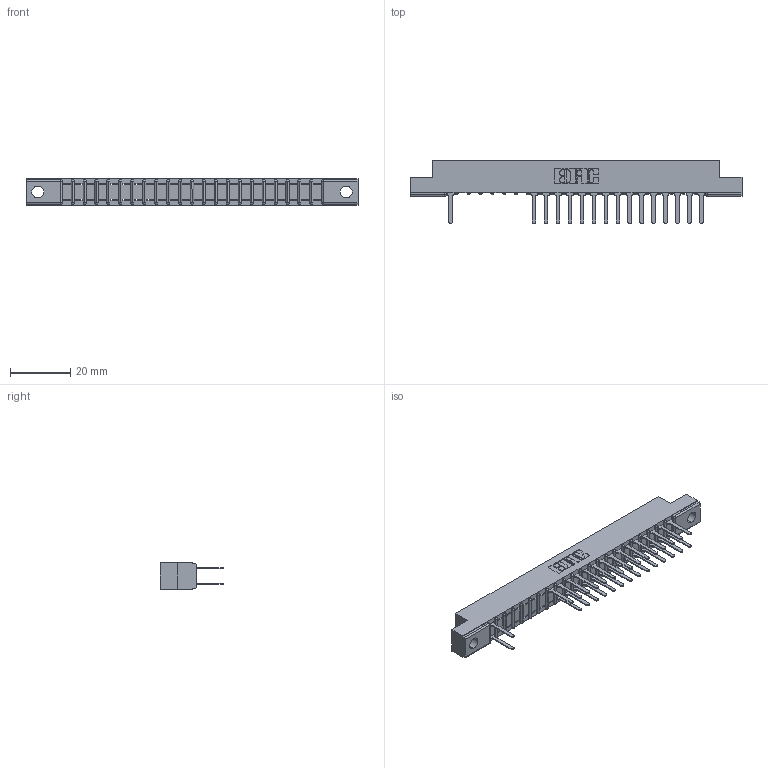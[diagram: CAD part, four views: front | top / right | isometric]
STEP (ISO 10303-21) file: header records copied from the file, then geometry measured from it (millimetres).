
FILE_DESCRIPTION (( 'STEP AP203' ), '1' );
FILE_NAME ('307-044-522-202.STEP', '2018-08-06T02:16:15', ( '' ), ( '' ), 'SwSTEP 2.0', 'SolidWorks 2016', '' );
FILE_SCHEMA (( 'CONFIG_CONTROL_DESIGN' ));
Length unit declared in the file: inch
Products named in the file (3): 307 Part_.128 Dia Mounting Holes; 307-044-522-202; 307-290-001_522
Assembly tree (32 placements, depth 2):
  307-044-522-202
    307 Part_.128 Dia Mounting Holes
    307-290-001_522  x31
Bounding box: 110.19 x 21.11 x 8.71 mm (x, y, z)
Volume: 7017.9 mm3; surface area: 11597.6 mm2
Topology: 32 solids, 32 shells, 1697 faces, 4769 edges, 3074 vertices
Faces by surface type: plane 1109, cylinder 542, sphere 46
Entity records: 21584 total; most frequent: CARTESIAN_POINT 3589, ORIENTED_EDGE 3566, DIRECTION 3511, EDGE_CURVE 1783, LINE 1359, VECTOR 1359, VERTEX_POINT 1154, AXIS2_PLACEMENT_3D 1076
